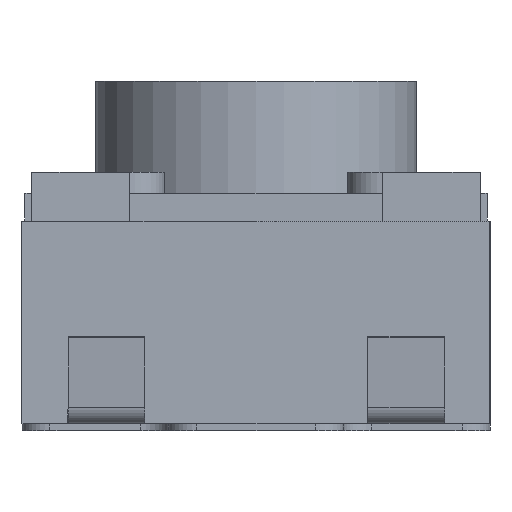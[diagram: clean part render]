
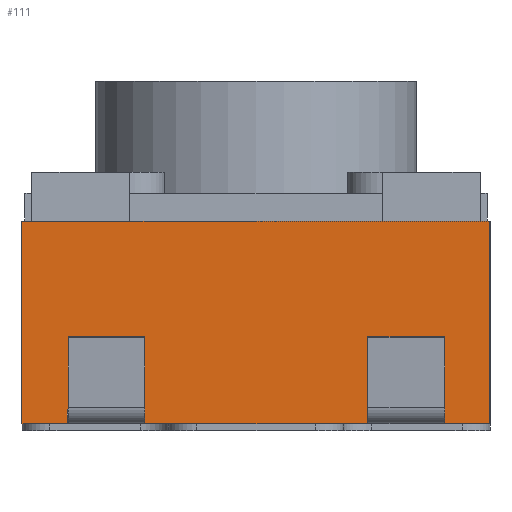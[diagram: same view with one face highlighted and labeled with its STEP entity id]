
A CAD part, left-side view. The second image highlights one B-rep face of the part: STEP entity #111.
In plain terms, the highlighted planar face has unit normal (-1, 0, 0).
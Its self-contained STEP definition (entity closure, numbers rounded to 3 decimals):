
#59 = EDGE_CURVE('',#60,#62,#64,.T.);
#60 = VERTEX_POINT('',#61);
#61 = CARTESIAN_POINT('',(-2.1,-1.675,0.));
#62 = VERTEX_POINT('',#63);
#63 = CARTESIAN_POINT('',(-2.1,-1.675,1.45));
#64 = LINE('',#65,#66);
#65 = CARTESIAN_POINT('',(-2.1,-1.675,0.));
#66 = VECTOR('',#67,1.);
#67 = DIRECTION('',(0.,0.,1.));
#111 = ADVANCED_FACE('',(#112),#217,.F.);
#112 = FACE_BOUND('',#113,.F.);
#113 = EDGE_LOOP('',(#114,#124,#132,#138,#139,#147,#155,#163,#171,#179,
    #187,#195,#203,#211));
#114 = ORIENTED_EDGE('',*,*,#115,.F.);
#115 = EDGE_CURVE('',#116,#118,#120,.T.);
#116 = VERTEX_POINT('',#117);
#117 = CARTESIAN_POINT('',(-2.1,1.675,0.));
#118 = VERTEX_POINT('',#119);
#119 = CARTESIAN_POINT('',(-2.1,1.35,0.));
#120 = LINE('',#121,#122);
#121 = CARTESIAN_POINT('',(-2.1,1.675,0.));
#122 = VECTOR('',#123,1.);
#123 = DIRECTION('',(0.,-1.,0.));
#124 = ORIENTED_EDGE('',*,*,#125,.T.);
#125 = EDGE_CURVE('',#116,#126,#128,.T.);
#126 = VERTEX_POINT('',#127);
#127 = CARTESIAN_POINT('',(-2.1,1.675,1.45));
#128 = LINE('',#129,#130);
#129 = CARTESIAN_POINT('',(-2.1,1.675,0.));
#130 = VECTOR('',#131,1.);
#131 = DIRECTION('',(0.,0.,1.));
#132 = ORIENTED_EDGE('',*,*,#133,.T.);
#133 = EDGE_CURVE('',#126,#62,#134,.T.);
#134 = LINE('',#135,#136);
#135 = CARTESIAN_POINT('',(-2.1,1.675,1.45));
#136 = VECTOR('',#137,1.);
#137 = DIRECTION('',(0.,-1.,0.));
#138 = ORIENTED_EDGE('',*,*,#59,.F.);
#139 = ORIENTED_EDGE('',*,*,#140,.F.);
#140 = EDGE_CURVE('',#141,#60,#143,.T.);
#141 = VERTEX_POINT('',#142);
#142 = CARTESIAN_POINT('',(-2.1,-1.35,0.));
#143 = LINE('',#144,#145);
#144 = CARTESIAN_POINT('',(-2.1,1.675,0.));
#145 = VECTOR('',#146,1.);
#146 = DIRECTION('',(0.,-1.,0.));
#147 = ORIENTED_EDGE('',*,*,#148,.T.);
#148 = EDGE_CURVE('',#141,#149,#151,.T.);
#149 = VERTEX_POINT('',#150);
#150 = CARTESIAN_POINT('',(-2.1,-1.35,0.1));
#151 = LINE('',#152,#153);
#152 = CARTESIAN_POINT('',(-2.1,-1.35,0.));
#153 = VECTOR('',#154,1.);
#154 = DIRECTION('',(0.,0.,1.));
#155 = ORIENTED_EDGE('',*,*,#156,.T.);
#156 = EDGE_CURVE('',#149,#157,#159,.T.);
#157 = VERTEX_POINT('',#158);
#158 = CARTESIAN_POINT('',(-2.1,-0.8,0.1));
#159 = LINE('',#160,#161);
#160 = CARTESIAN_POINT('',(-2.1,-1.35,0.1));
#161 = VECTOR('',#162,1.);
#162 = DIRECTION('',(0.,1.,0.));
#163 = ORIENTED_EDGE('',*,*,#164,.F.);
#164 = EDGE_CURVE('',#165,#157,#167,.T.);
#165 = VERTEX_POINT('',#166);
#166 = CARTESIAN_POINT('',(-2.1,-0.8,0.));
#167 = LINE('',#168,#169);
#168 = CARTESIAN_POINT('',(-2.1,-0.8,0.));
#169 = VECTOR('',#170,1.);
#170 = DIRECTION('',(0.,0.,1.));
#171 = ORIENTED_EDGE('',*,*,#172,.F.);
#172 = EDGE_CURVE('',#173,#165,#175,.T.);
#173 = VERTEX_POINT('',#174);
#174 = CARTESIAN_POINT('',(-2.1,-0.425,0.));
#175 = LINE('',#176,#177);
#176 = CARTESIAN_POINT('',(-2.1,1.675,0.));
#177 = VECTOR('',#178,1.);
#178 = DIRECTION('',(0.,-1.,0.));
#179 = ORIENTED_EDGE('',*,*,#180,.T.);
#180 = EDGE_CURVE('',#173,#181,#183,.T.);
#181 = VERTEX_POINT('',#182);
#182 = CARTESIAN_POINT('',(-2.1,0.425,0.));
#183 = LINE('',#184,#185);
#184 = CARTESIAN_POINT('',(-2.1,-0.425,0.));
#185 = VECTOR('',#186,1.);
#186 = DIRECTION('',(0.,1.,0.));
#187 = ORIENTED_EDGE('',*,*,#188,.F.);
#188 = EDGE_CURVE('',#189,#181,#191,.T.);
#189 = VERTEX_POINT('',#190);
#190 = CARTESIAN_POINT('',(-2.1,0.8,0.));
#191 = LINE('',#192,#193);
#192 = CARTESIAN_POINT('',(-2.1,1.675,0.));
#193 = VECTOR('',#194,1.);
#194 = DIRECTION('',(0.,-1.,0.));
#195 = ORIENTED_EDGE('',*,*,#196,.T.);
#196 = EDGE_CURVE('',#189,#197,#199,.T.);
#197 = VERTEX_POINT('',#198);
#198 = CARTESIAN_POINT('',(-2.1,0.8,0.1));
#199 = LINE('',#200,#201);
#200 = CARTESIAN_POINT('',(-2.1,0.8,0.));
#201 = VECTOR('',#202,1.);
#202 = DIRECTION('',(0.,0.,1.));
#203 = ORIENTED_EDGE('',*,*,#204,.F.);
#204 = EDGE_CURVE('',#205,#197,#207,.T.);
#205 = VERTEX_POINT('',#206);
#206 = CARTESIAN_POINT('',(-2.1,1.35,0.1));
#207 = LINE('',#208,#209);
#208 = CARTESIAN_POINT('',(-2.1,1.35,0.1));
#209 = VECTOR('',#210,1.);
#210 = DIRECTION('',(0.,-1.,0.));
#211 = ORIENTED_EDGE('',*,*,#212,.F.);
#212 = EDGE_CURVE('',#118,#205,#213,.T.);
#213 = LINE('',#214,#215);
#214 = CARTESIAN_POINT('',(-2.1,1.35,0.));
#215 = VECTOR('',#216,1.);
#216 = DIRECTION('',(0.,0.,1.));
#217 = PLANE('',#218);
#218 = AXIS2_PLACEMENT_3D('',#219,#220,#221);
#219 = CARTESIAN_POINT('',(-2.1,1.675,0.));
#220 = DIRECTION('',(1.,0.,0.));
#221 = DIRECTION('',(0.,-1.,0.));
